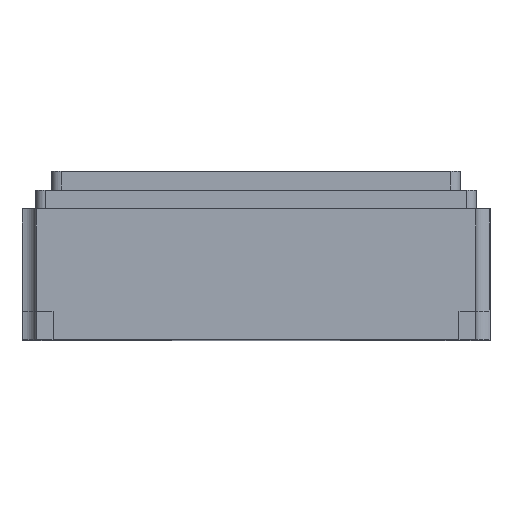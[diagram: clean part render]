
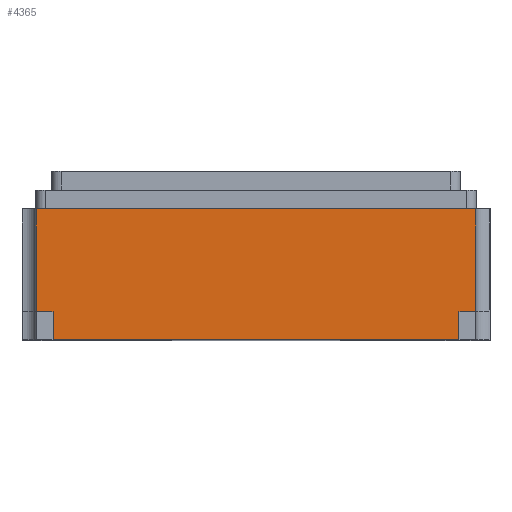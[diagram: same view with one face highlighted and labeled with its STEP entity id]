
A CAD part, top view. The second image highlights one B-rep face of the part: STEP entity #4365.
In plain terms, the highlighted planar face has unit normal (0, 0, 1).
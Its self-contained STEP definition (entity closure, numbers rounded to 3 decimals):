
#231 = CARTESIAN_POINT ( 'NONE',  ( -1.175, 0.15, 1. ) ) ;
#327 = EDGE_CURVE ( 'NONE', #5198, #1182, #3636, .T. ) ;
#427 = ORIENTED_EDGE ( 'NONE', *, *, #4420, .F. ) ;
#480 = CARTESIAN_POINT ( 'NONE',  ( 1.084, 0.15, 1. ) ) ;
#690 = DIRECTION ( 'NONE',  ( 0., -1., 0. ) ) ;
#695 = ORIENTED_EDGE ( 'NONE', *, *, #6196, .F. ) ;
#920 = CARTESIAN_POINT ( 'NONE',  ( -1.084, 0.15, 1. ) ) ;
#936 = DIRECTION ( 'NONE',  ( 0., 0., -1. ) ) ;
#1158 = VECTOR ( 'NONE', #1952, 1000. ) ;
#1182 = VERTEX_POINT ( 'NONE', #1261 ) ;
#1187 = ORIENTED_EDGE ( 'NONE', *, *, #1574, .T. ) ;
#1250 = VERTEX_POINT ( 'NONE', #2387 ) ;
#1261 = CARTESIAN_POINT ( 'NONE',  ( 1.084, 0.15, 1. ) ) ;
#1362 = VECTOR ( 'NONE', #4326, 1000. ) ;
#1389 = CARTESIAN_POINT ( 'NONE',  ( -1.175, 0.7, 1. ) ) ;
#1460 = EDGE_CURVE ( 'NONE', #3609, #3015, #4552, .T. ) ;
#1574 = EDGE_CURVE ( 'NONE', #1709, #5296, #2521, .T. ) ;
#1636 = VECTOR ( 'NONE', #3942, 1000. ) ;
#1692 = CARTESIAN_POINT ( 'NONE',  ( 1.175, 0.15, 1. ) ) ;
#1709 = VERTEX_POINT ( 'NONE', #6150 ) ;
#1816 = LINE ( 'NONE', #920, #1362 ) ;
#1838 = LINE ( 'NONE', #5029, #6084 ) ;
#1952 = DIRECTION ( 'NONE',  ( 0., -1., 0. ) ) ;
#1963 = VECTOR ( 'NONE', #3429, 1000. ) ;
#1969 = ORIENTED_EDGE ( 'NONE', *, *, #5796, .F. ) ;
#2223 = EDGE_CURVE ( 'NONE', #1250, #1709, #1816, .T. ) ;
#2299 = CARTESIAN_POINT ( 'NONE',  ( -1.175, 0., 1. ) ) ;
#2387 = CARTESIAN_POINT ( 'NONE',  ( -1.084, 0.15, 1. ) ) ;
#2521 = LINE ( 'NONE', #2299, #5417 ) ;
#2628 = CARTESIAN_POINT ( 'NONE',  ( 1.175, 0.15, 1. ) ) ;
#2787 = AXIS2_PLACEMENT_3D ( 'NONE', #1389, #936, #5810 ) ;
#2874 = PLANE ( 'NONE',  #2787 ) ;
#2939 = ORIENTED_EDGE ( 'NONE', *, *, #1460, .F. ) ;
#2968 = LINE ( 'NONE', #3393, #1636 ) ;
#2972 = ORIENTED_EDGE ( 'NONE', *, *, #2223, .T. ) ;
#3015 = VERTEX_POINT ( 'NONE', #4816 ) ;
#3116 = EDGE_LOOP ( 'NONE', ( #427, #2972, #1187, #695, #4532, #1969, #2939, #3910 ) ) ;
#3257 = CARTESIAN_POINT ( 'NONE',  ( -1.175, 0.7, 1. ) ) ;
#3393 = CARTESIAN_POINT ( 'NONE',  ( -1.175, 0.15, 1. ) ) ;
#3429 = DIRECTION ( 'NONE',  ( 0., -1., 0. ) ) ;
#3609 = VERTEX_POINT ( 'NONE', #4573 ) ;
#3636 = LINE ( 'NONE', #1692, #4459 ) ;
#3854 = CARTESIAN_POINT ( 'NONE',  ( -1.175, 0.7, 1. ) ) ;
#3910 = ORIENTED_EDGE ( 'NONE', *, *, #5009, .T. ) ;
#3942 = DIRECTION ( 'NONE',  ( -1., 0., 0. ) ) ;
#4326 = DIRECTION ( 'NONE',  ( 0., -1., 0. ) ) ;
#4365 = ADVANCED_FACE ( 'NONE', ( #5136 ), #2874, .F. ) ;
#4376 = LINE ( 'NONE', #480, #1963 ) ;
#4420 = EDGE_CURVE ( 'NONE', #1250, #5791, #2968, .T. ) ;
#4459 = VECTOR ( 'NONE', #6077, 1000. ) ;
#4532 = ORIENTED_EDGE ( 'NONE', *, *, #327, .F. ) ;
#4552 = LINE ( 'NONE', #3257, #5704 ) ;
#4573 = CARTESIAN_POINT ( 'NONE',  ( -1.175, 0.7, 1. ) ) ;
#4816 = CARTESIAN_POINT ( 'NONE',  ( 1.175, 0.7, 1. ) ) ;
#5009 = EDGE_CURVE ( 'NONE', #3609, #5791, #6037, .T. ) ;
#5029 = CARTESIAN_POINT ( 'NONE',  ( 1.175, 0.7, 1. ) ) ;
#5073 = CARTESIAN_POINT ( 'NONE',  ( 1.084, 0., 1. ) ) ;
#5136 = FACE_OUTER_BOUND ( 'NONE', #3116, .T. ) ;
#5161 = DIRECTION ( 'NONE',  ( 1., 0., 0. ) ) ;
#5198 = VERTEX_POINT ( 'NONE', #2628 ) ;
#5296 = VERTEX_POINT ( 'NONE', #5073 ) ;
#5417 = VECTOR ( 'NONE', #6143, 1000. ) ;
#5704 = VECTOR ( 'NONE', #5161, 1000. ) ;
#5791 = VERTEX_POINT ( 'NONE', #231 ) ;
#5796 = EDGE_CURVE ( 'NONE', #3015, #5198, #1838, .T. ) ;
#5810 = DIRECTION ( 'NONE',  ( -1., 0., 0. ) ) ;
#6037 = LINE ( 'NONE', #3854, #1158 ) ;
#6077 = DIRECTION ( 'NONE',  ( -1., 0., 0. ) ) ;
#6084 = VECTOR ( 'NONE', #690, 1000. ) ;
#6143 = DIRECTION ( 'NONE',  ( 1., 0., 0. ) ) ;
#6150 = CARTESIAN_POINT ( 'NONE',  ( -1.084, 0., 1. ) ) ;
#6196 = EDGE_CURVE ( 'NONE', #1182, #5296, #4376, .T. ) ;
